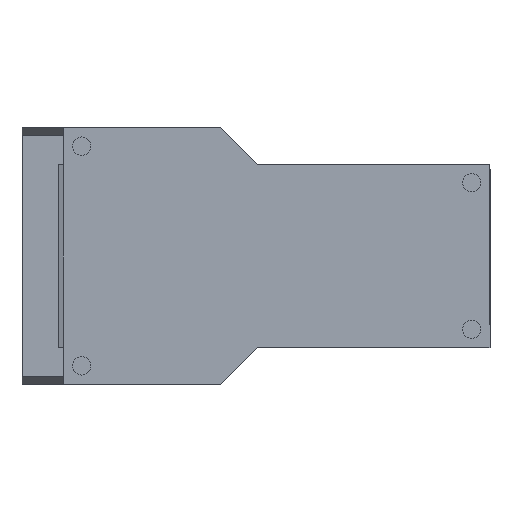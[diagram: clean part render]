
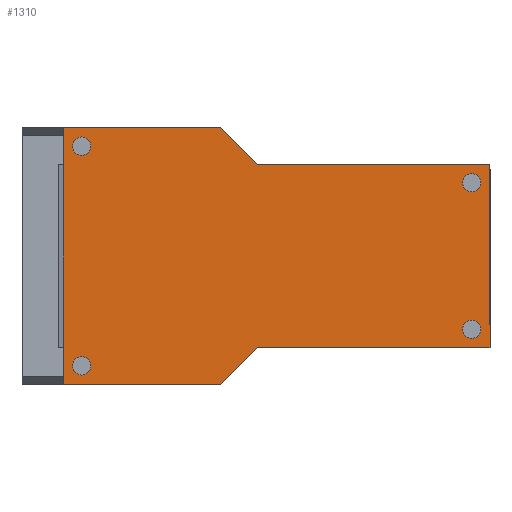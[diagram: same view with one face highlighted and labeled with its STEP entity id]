
A CAD part, front view. The second image highlights one B-rep face of the part: STEP entity #1310.
In plain terms, the highlighted planar face has unit normal (0, -1, 0).
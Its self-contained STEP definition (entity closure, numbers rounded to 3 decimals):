
#1046=CARTESIAN_POINT('',(86.0,0.,140.0));
#1047=VERTEX_POINT('',#1046);
#1054=CARTESIAN_POINT('',(106.0,0.,120.));
#1055=VERTEX_POINT('',#1054);
#1056=CARTESIAN_POINT('',(86.0,0.,140.0));
#1057=DIRECTION('',(0.707,0.,-0.707));
#1058=VECTOR('',#1057,28.284);
#1059=LINE('',#1056,#1058);
#1060=EDGE_CURVE('',#1047,#1055,#1059,.T.);
#1140=CARTESIAN_POINT('',(0.0,0.,140.0));
#1141=VERTEX_POINT('',#1140);
#1148=CARTESIAN_POINT('',(0.0,0.,140.0));
#1149=DIRECTION('',(1.0,0.0,0.0));
#1150=VECTOR('',#1149,86.0);
#1151=LINE('',#1148,#1150);
#1152=EDGE_CURVE('',#1141,#1047,#1151,.T.);
#1164=CARTESIAN_POINT('',(0.0,0.0,0.0));
#1165=VERTEX_POINT('',#1164);
#1172=CARTESIAN_POINT('',(0.0,0.0,0.0));
#1173=DIRECTION('',(0.0,0.0,1.0));
#1174=VECTOR('',#1173,140.0);
#1175=LINE('',#1172,#1174);
#1176=EDGE_CURVE('',#1165,#1141,#1175,.T.);
#1188=CARTESIAN_POINT('',(86.0,0.,0.));
#1189=VERTEX_POINT('',#1188);
#1196=CARTESIAN_POINT('',(86.0,0.,0.));
#1197=DIRECTION('',(-1.0,0.0,0.0));
#1198=VECTOR('',#1197,86.0);
#1199=LINE('',#1196,#1198);
#1200=EDGE_CURVE('',#1189,#1165,#1199,.T.);
#1212=CARTESIAN_POINT('',(106.0,0.,20.));
#1213=VERTEX_POINT('',#1212);
#1220=CARTESIAN_POINT('',(106.0,0.,20.));
#1221=DIRECTION('',(-0.707,0.,-0.707));
#1222=VECTOR('',#1221,28.284);
#1223=LINE('',#1220,#1222);
#1224=EDGE_CURVE('',#1213,#1189,#1223,.T.);
#1236=CARTESIAN_POINT('',(233.0,0.,20.));
#1237=VERTEX_POINT('',#1236);
#1244=CARTESIAN_POINT('',(233.0,0.,20.));
#1245=DIRECTION('',(-1.0,0.0,0.0));
#1246=VECTOR('',#1245,127.0);
#1247=LINE('',#1244,#1246);
#1248=EDGE_CURVE('',#1237,#1213,#1247,.T.);
#1260=CARTESIAN_POINT('',(233.,0.,120.));
#1261=VERTEX_POINT('',#1260);
#1268=CARTESIAN_POINT('',(233.,0.,120.));
#1269=DIRECTION('',(0.0,0.0,-1.0));
#1270=VECTOR('',#1269,100.);
#1271=LINE('',#1268,#1270);
#1272=EDGE_CURVE('',#1261,#1237,#1271,.T.);
#1285=CARTESIAN_POINT('',(106.0,0.,120.));
#1286=DIRECTION('',(1.0,0.0,0.0));
#1287=VECTOR('',#1286,127.);
#1288=LINE('',#1285,#1287);
#1289=EDGE_CURVE('',#1055,#1261,#1288,.T.);
#1295=CARTESIAN_POINT('',(109.581,0.,70.));
#1296=DIRECTION('',(0.0,1.0,0.0));
#1297=DIRECTION('',(1.0,0.0,0.0));
#1298=AXIS2_PLACEMENT_3D('',#1295,#1296,#1297);
#1299=PLANE('',#1298);
#1300=ORIENTED_EDGE('',*,*,#1289,.F.);
#1301=ORIENTED_EDGE('',*,*,#1060,.F.);
#1302=ORIENTED_EDGE('',*,*,#1152,.F.);
#1303=ORIENTED_EDGE('',*,*,#1176,.F.);
#1304=ORIENTED_EDGE('',*,*,#1200,.F.);
#1305=ORIENTED_EDGE('',*,*,#1224,.F.);
#1306=ORIENTED_EDGE('',*,*,#1248,.F.);
#1307=ORIENTED_EDGE('',*,*,#1272,.F.);
#1308=EDGE_LOOP('',(#1300,#1301,#1302,#1303,#1304,#1305,#1306,#1307));
#1309=FACE_OUTER_BOUND('',#1308,.T.);
#1310=ADVANCED_FACE('',(#1309),#1299,.F.);
